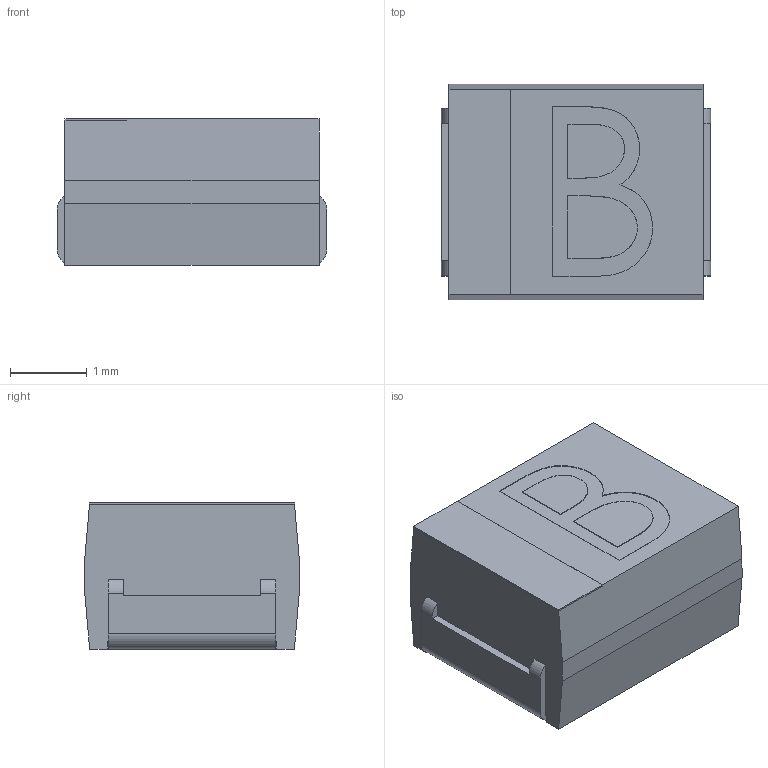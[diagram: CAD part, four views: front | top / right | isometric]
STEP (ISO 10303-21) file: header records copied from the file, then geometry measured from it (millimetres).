
FILE_DESCRIPTION (( 'STEP AP214' ), '1' );
FILE_NAME ('TAJ-B.STEP', '2008-07-11T11:45:56', ( 'j' ), ( '' ), 'SwSTEP 2.0', 'SolidWorks 2004231', '' );
FILE_SCHEMA (( 'AUTOMOTIVE_DESIGN' ));
Length unit declared in the file: millimetre
Products named in the file (1): TAJ-B
Bounding box: 3.5 x 2.8 x 1.9 mm (x, y, z)
Volume: 17.4 mm3; surface area: 47.4 mm2
Topology: 2 solids, 2 shells, 69 faces, 186 edges, 124 vertices
Faces by surface type: plane 54, bspline 9, cylinder 6
Entity records: 3154 total; most frequent: CARTESIAN_POINT 1235, ORIENTED_EDGE 372, DIRECTION 302, EDGE_CURVE 186, VECTOR 156, LINE 156, VERTEX_POINT 124, AXIS2_PLACEMENT_3D 73
